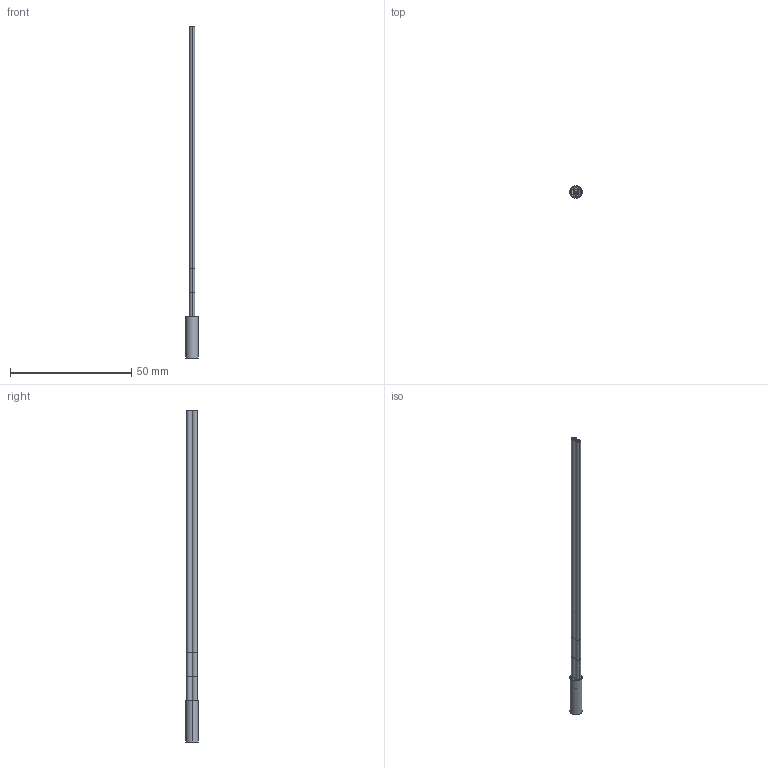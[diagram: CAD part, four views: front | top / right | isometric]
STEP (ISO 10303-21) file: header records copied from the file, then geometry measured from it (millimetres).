
FILE_DESCRIPTION((''),'2;1');
FILE_NAME('192767_ASM','2016-02-09T',('pdmadmin'),(''),'PRO/ENGINEER BY PARAMETRIC TECHNOLOGY CORPORATION, 2013230','PRO/ENGINEER BY PARAMETRIC TECHNOLOGY CORPORATION, 2013230','');
FILE_SCHEMA(('CONFIG_CONTROL_DESIGN'));
Length unit declared in the file: inch
Products named in the file (5): 13534; 51022; FIBER_CORE_1MM; 51786_ASM; 192767_ASM
Assembly tree (6 placements, depth 3):
  192767_ASM
    51786_ASM
      13534
      51022  x2
      FIBER_CORE_1MM  x2
Bounding box: 5.16 x 5.16 x 137.02 mm (x, y, z)
Volume: 1181.3 mm3; surface area: 3243.6 mm2
Topology: 5 solids, 7 shells, 52 faces, 100 edges, 58 vertices
Faces by surface type: cylinder 28, plane 10, bspline 8, cone 6
Entity records: 1207 total; most frequent: CARTESIAN_POINT 340, DIRECTION 196, ORIENTED_EDGE 128, AXIS2_PLACEMENT_3D 86, EDGE_CURVE 66, VERTEX_POINT 38, CIRCLE 38, EDGE_LOOP 36
